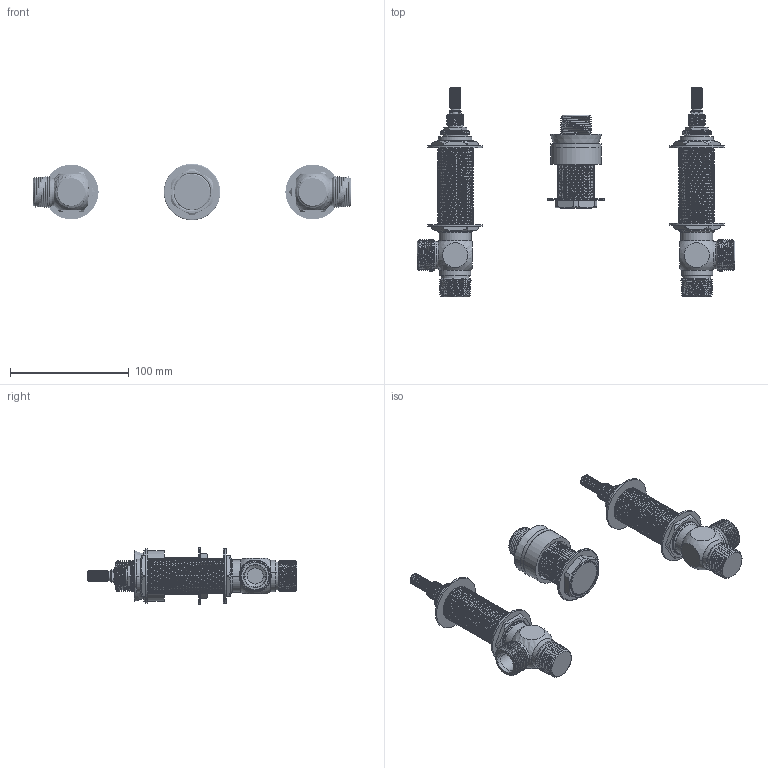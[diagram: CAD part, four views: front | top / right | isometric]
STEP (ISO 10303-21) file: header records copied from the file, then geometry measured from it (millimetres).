
FILE_DESCRIPTION((''),'2;1');
FILE_NAME('1-506','2021-04-19T09:12:00',('rsmith'),(''),'CREO PARAMETRIC BY PTC INC, 2018400','CREO PARAMETRIC BY PTC INC, 2018400','');
FILE_SCHEMA(('AUTOMOTIVE_DESIGN { 1 0 10303 214 1 1 1 1 }'));
Products named in the file (1): 1-506
Bounding box: 267.2 x 176.3 x 47.62 mm (x, y, z)
Volume: 279067.2 mm3; surface area: 79175 mm2
Topology: 3 solids, 3 shells, 1207 faces, 3300 edges, 2125 vertices
Faces by surface type: cylinder 522, bspline 238, plane 232, cone 193, torus 18, sphere 4
Entity records: 159691 total; most frequent: CARTESIAN_POINT 112795, ORIENTED_EDGE 6588, PRESENTATION_STYLE_ASSIGNMENT 4433, DIRECTION 4395, STYLED_ITEM 3363, CURVE_STYLE 3294, EDGE_CURVE 3294, VERTEX_POINT 2125
